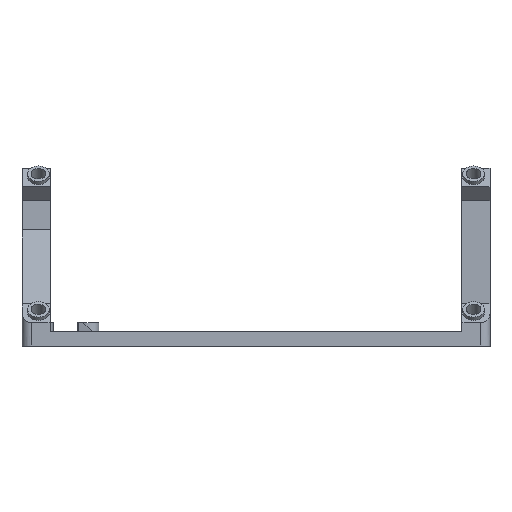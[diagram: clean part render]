
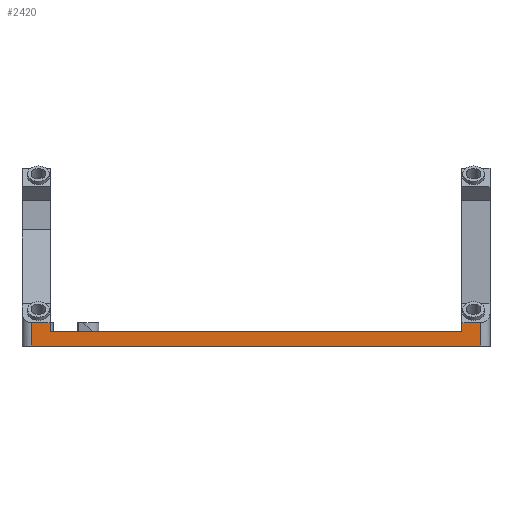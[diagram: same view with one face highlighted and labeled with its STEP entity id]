
A CAD part, front view. The second image highlights one B-rep face of the part: STEP entity #2420.
In plain terms, the highlighted planar face has unit normal (0, -1, 0).
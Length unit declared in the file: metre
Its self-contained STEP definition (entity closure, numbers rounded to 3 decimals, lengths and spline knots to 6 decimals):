
#419=ORIENTED_EDGE('',*,*,#1031,.T.);
#420=ORIENTED_EDGE('',*,*,#1082,.F.);
#421=ORIENTED_EDGE('',*,*,#1083,.T.);
#422=ORIENTED_EDGE('',*,*,#1084,.T.);
#423=ORIENTED_EDGE('',*,*,#884,.F.);
#424=ORIENTED_EDGE('',*,*,#1085,.F.);
#425=ORIENTED_EDGE('',*,*,#1086,.T.);
#426=ORIENTED_EDGE('',*,*,#1080,.T.);
#884=EDGE_CURVE('',#1227,#1228,#1472,.T.);
#1031=EDGE_CURVE('',#1373,#1372,#1549,.T.);
#1080=EDGE_CURVE('',#1411,#1373,#1580,.T.);
#1082=EDGE_CURVE('',#1412,#1372,#1581,.T.);
#1083=EDGE_CURVE('',#1412,#1413,#1582,.T.);
#1084=EDGE_CURVE('',#1413,#1228,#1583,.T.);
#1085=EDGE_CURVE('',#1414,#1227,#1584,.T.);
#1086=EDGE_CURVE('',#1414,#1411,#1585,.T.);
#1227=VERTEX_POINT('',#3563);
#1228=VERTEX_POINT('',#3565);
#1372=VERTEX_POINT('',#3859);
#1373=VERTEX_POINT('',#3861);
#1411=VERTEX_POINT('',#3954);
#1412=VERTEX_POINT('',#3958);
#1413=VERTEX_POINT('',#3960);
#1414=VERTEX_POINT('',#3963);
#1472=LINE('',#3564,#1692);
#1549=LINE('',#3860,#1769);
#1580=LINE('',#3953,#1800);
#1581=LINE('',#3957,#1801);
#1582=LINE('',#3959,#1802);
#1583=LINE('',#3961,#1803);
#1584=LINE('',#3962,#1804);
#1585=LINE('',#3964,#1805);
#1692=VECTOR('',#2823,1.);
#1769=VECTOR('',#3048,1.);
#1800=VECTOR('',#3127,1.);
#1801=VECTOR('',#3132,1.);
#1802=VECTOR('',#3133,1.);
#1803=VECTOR('',#3134,1.);
#1804=VECTOR('',#3135,1.);
#1805=VECTOR('',#3136,1.);
#1953=EDGE_LOOP('',(#419,#420,#421,#422,#423,#424,#425,#426));
#2165=FACE_BOUND('',#1953,.T.);
#2342=PLANE('',#2658);
#2420=ADVANCED_FACE('',(#2165),#2342,.F.);
#2658=AXIS2_PLACEMENT_3D('',#3956,#3130,#3131);
#2823=DIRECTION('',(1.,0.,0.));
#3048=DIRECTION('',(1.,0.,0.));
#3127=DIRECTION('',(0.,0.,-1.));
#3130=DIRECTION('',(0.,1.,0.));
#3131=DIRECTION('',(0.,0.,1.));
#3132=DIRECTION('',(0.,0.,-1.));
#3133=DIRECTION('',(-1.,0.,0.));
#3134=DIRECTION('',(0.,0.,-1.));
#3135=DIRECTION('',(0.,0.,-1.));
#3136=DIRECTION('',(-1.,0.,0.));
#3563=CARTESIAN_POINT('',(-0.044,-0.0985,0.003));
#3564=CARTESIAN_POINT('',(0.,-0.0985,0.003));
#3565=CARTESIAN_POINT('',(0.044,-0.0985,0.003));
#3859=CARTESIAN_POINT('',(0.048,-0.0985,0.));
#3860=CARTESIAN_POINT('',(0.,-0.0985,0.));
#3861=CARTESIAN_POINT('',(-0.048,-0.0985,0.));
#3953=CARTESIAN_POINT('',(-0.048,-0.0985,0.003));
#3954=CARTESIAN_POINT('',(-0.048,-0.0985,0.005001));
#3956=CARTESIAN_POINT('',(0.,-0.0985,0.003));
#3957=CARTESIAN_POINT('',(0.048,-0.0985,0.003));
#3958=CARTESIAN_POINT('',(0.048,-0.0985,0.005001));
#3959=CARTESIAN_POINT('',(0.,-0.0985,0.005001));
#3960=CARTESIAN_POINT('',(0.044,-0.0985,0.005001));
#3961=CARTESIAN_POINT('',(0.044,-0.0985,0.015003));
#3962=CARTESIAN_POINT('',(-0.044,-0.0985,0.015003));
#3963=CARTESIAN_POINT('',(-0.044,-0.0985,0.005001));
#3964=CARTESIAN_POINT('',(0.,-0.0985,0.005001));
